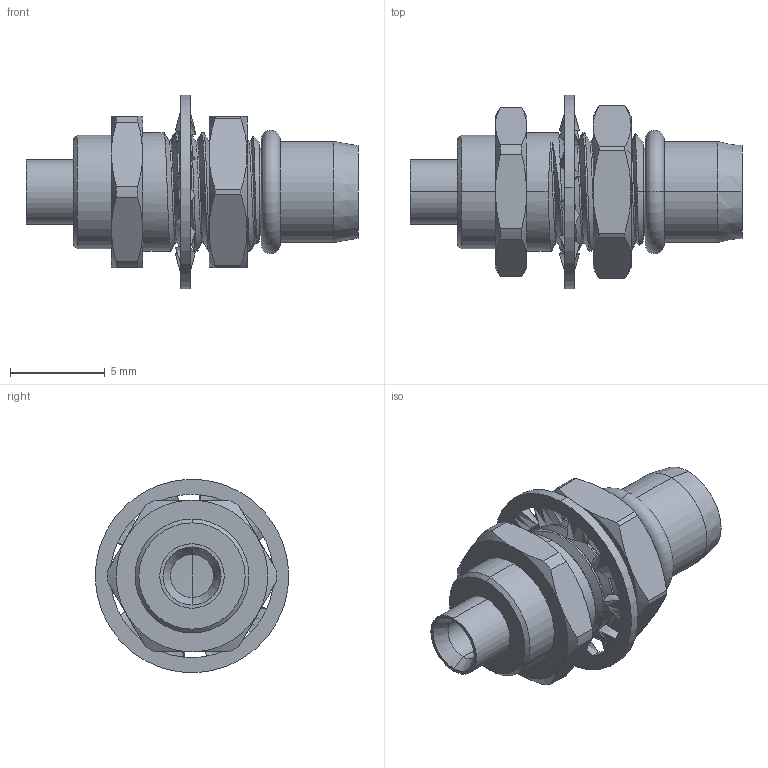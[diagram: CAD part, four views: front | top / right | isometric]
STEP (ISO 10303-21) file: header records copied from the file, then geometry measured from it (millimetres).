
FILE_DESCRIPTION (( 'STEP AP203' ), '1' );
FILE_NAME ('BMA-BP-086.STEP', '2025-03-10T00:43:51', ( '' ), ( '' ), 'SwSTEP 2.0', 'SolidWorks 2022', '' );
FILE_SCHEMA (( 'CONFIG_CONTROL_DESIGN' ));
Length unit declared in the file: millimetre
Products named in the file (1): BMA-BP-086
Bounding box: 17.5 x 10.19 x 10.19 mm (x, y, z)
Volume: 465.9 mm3; surface area: 872 mm2
Topology: 3 solids, 3 shells, 203 faces, 512 edges, 322 vertices
Faces by surface type: cylinder 87, bspline 46, cone 41, plane 27, torus 2
Entity records: 8517 total; most frequent: CARTESIAN_POINT 4091, ORIENTED_EDGE 1020, DIRECTION 725, EDGE_CURVE 510, VERTEX_POINT 322, AXIS2_PLACEMENT_3D 294, B_SPLINE_CURVE_WITH_KNOTS 225, EDGE_LOOP 216
